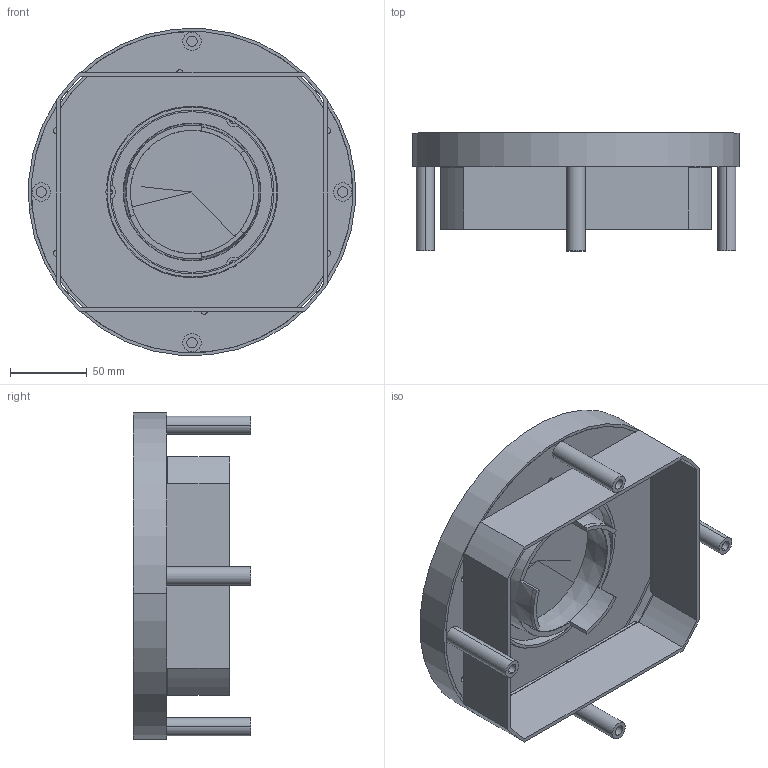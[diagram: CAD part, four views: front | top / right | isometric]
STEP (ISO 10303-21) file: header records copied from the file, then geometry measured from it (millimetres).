
FILE_DESCRIPTION((''),'2;1');
FILE_NAME('T-00965_ASM','2022-10-19T07:17:02',('letterg'),(''),'CREO PARAMETRIC BY PTC INC, 2022024','CREO PARAMETRIC BY PTC INC, 2022024','');
FILE_SCHEMA(('AUTOMOTIVE_DESIGN { 1 0 10303 214 1 1 1 1 }'));
Length unit declared in the file: millimetre
Products named in the file (17): T-00671; T-00672; T-00673; T-00674; T-00753_ASM; U09001; T-00595; T-00837_ASM; T-00662; T-00665; T-00744_ASM; T-00721GEN; T-00720GEN; T-G00076; T-00791GEN_ASM; T-00894_ASM; T-00965_ASM
Assembly tree (20 placements, depth 4):
  T-00965_ASM
    T-00837_ASM
      T-00753_ASM
        T-00671
        T-00672
        T-00673  x2
        T-00674
      U09001  x4
      T-00595
    T-00894_ASM
      T-00744_ASM
        T-00662
        T-00665
      T-00791GEN_ASM
        T-00721GEN
        T-00720GEN
        T-G00076
Bounding box: 213.48 x 77 x 213.48 mm (x, y, z)
Volume: 263045.9 mm3; surface area: 255049.8 mm2
Topology: 15 solids, 15 shells, 228 faces, 535 edges, 347 vertices
Faces by surface type: plane 109, cylinder 109, cone 10
Full cylindrical faces by diameter (mm): 210 x1, 214 x1
Entity records: 6883 total; most frequent: DIRECTION 1054, CARTESIAN_POINT 969, ORIENTED_EDGE 838, EDGE_CURVE 419, AXIS2_PLACEMENT_3D 404, VERTEX_POINT 271, VECTOR 246, LINE 246
